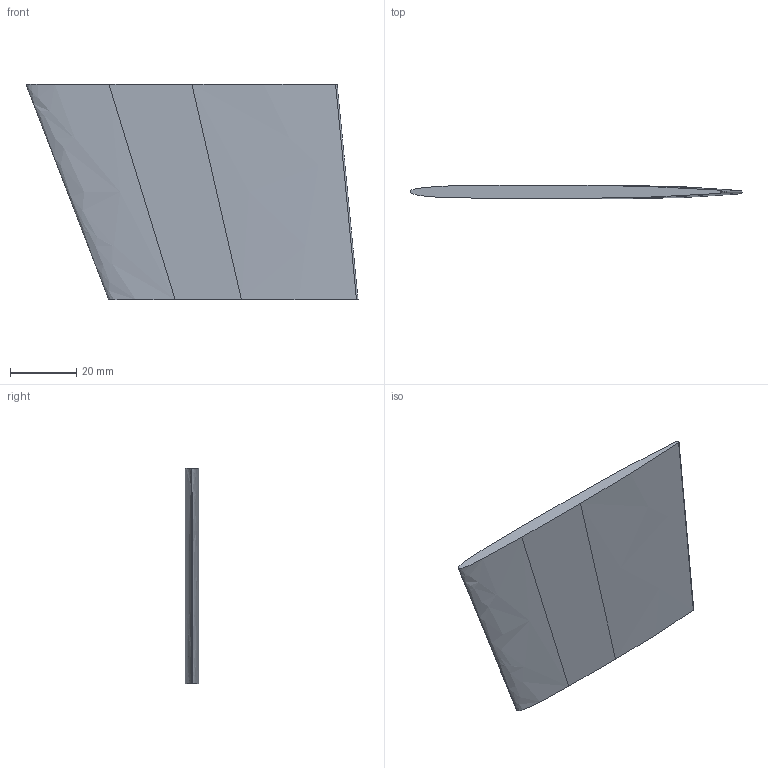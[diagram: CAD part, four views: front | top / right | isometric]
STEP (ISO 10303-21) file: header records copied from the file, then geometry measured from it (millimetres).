
FILE_DESCRIPTION (( 'STEP AP214' ), '1' );
FILE_NAME ('Rocket_Fin_3D_print.STEP', '2024-03-15T15:08:03', ( '' ), ( '' ), 'SwSTEP 2.0', 'SolidWorks 2023', '' );
FILE_SCHEMA (( 'AUTOMOTIVE_DESIGN' ));
Length unit declared in the file: millimetre
Products named in the file (1): Rocket_Fin_3D_print
Bounding box: 100.09 x 4 x 65 mm (x, y, z)
Volume: 18353.9 mm3; surface area: 11646.4 mm2
Topology: 1 solids, 1 shells, 10 faces, 23 edges, 15 vertices
Faces by surface type: plane 5, bspline 5
Entity records: 482 total; most frequent: CARTESIAN_POINT 273, ORIENTED_EDGE 46, EDGE_CURVE 23, DIRECTION 21, VERTEX_POINT 15, B_SPLINE_CURVE_WITH_KNOTS 14, FACE_OUTER_BOUND 10, ADVANCED_FACE 10
